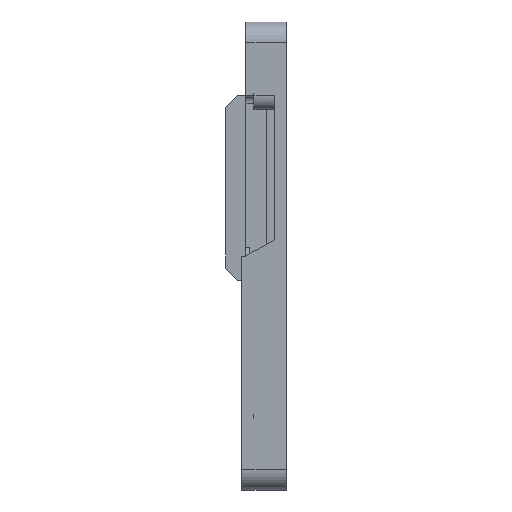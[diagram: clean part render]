
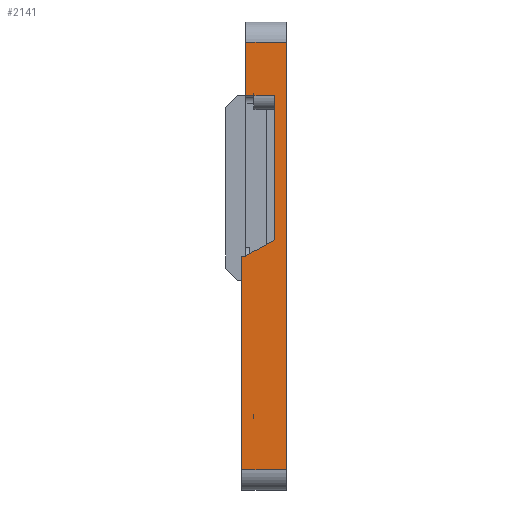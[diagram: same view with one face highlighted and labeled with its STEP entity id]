
A CAD part, left-side view. The second image highlights one B-rep face of the part: STEP entity #2141.
In plain terms, the highlighted planar face has unit normal (-1, 0, 0).
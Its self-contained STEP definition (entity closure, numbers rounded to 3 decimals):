
#9 = EDGE_CURVE ( 'NONE', #1904, #1761, #3630, .T. ) ;
#65 = ORIENTED_EDGE ( 'NONE', *, *, #549, .T. ) ;
#138 = VECTOR ( 'NONE', #1859, 1000. ) ;
#205 = LINE ( 'NONE', #2387, #138 ) ;
#270 = CARTESIAN_POINT ( 'NONE',  ( 0., 10., -111.87 ) ) ;
#276 = CARTESIAN_POINT ( 'NONE',  ( 0., 10., -58.435 ) ) ;
#290 = DIRECTION ( 'NONE',  ( 0., -1., 0. ) ) ;
#316 = VECTOR ( 'NONE', #628, 1000. ) ;
#323 = DIRECTION ( 'NONE',  ( 0., 0., -1. ) ) ;
#338 = CARTESIAN_POINT ( 'NONE',  ( 0., 10., -18.435 ) ) ;
#415 = LINE ( 'NONE', #1475, #3504 ) ;
#470 = VERTEX_POINT ( 'NONE', #2595 ) ;
#549 = EDGE_CURVE ( 'NONE', #1761, #3172, #205, .T. ) ;
#576 = FACE_OUTER_BOUND ( 'NONE', #2814, .T. ) ;
#601 = CARTESIAN_POINT ( 'NONE',  ( 0., 0., 0. ) ) ;
#613 = CARTESIAN_POINT ( 'NONE',  ( 0., 3., -58.435 ) ) ;
#619 = LINE ( 'NONE', #1422, #829 ) ;
#628 = DIRECTION ( 'NONE',  ( 0., -1., 0. ) ) ;
#647 = CARTESIAN_POINT ( 'NONE',  ( 0., 10., -18.435 ) ) ;
#793 = LINE ( 'NONE', #647, #316 ) ;
#829 = VECTOR ( 'NONE', #1720, 1000. ) ;
#883 = VECTOR ( 'NONE', #3075, 1000. ) ;
#974 = AXIS2_PLACEMENT_3D ( 'NONE', #1474, #1994, #323 ) ;
#984 = LINE ( 'NONE', #3229, #1109 ) ;
#985 = EDGE_CURVE ( 'NONE', #2873, #1801, #793, .T. ) ;
#1024 = CARTESIAN_POINT ( 'NONE',  ( 0., 3., -54.435 ) ) ;
#1032 = CARTESIAN_POINT ( 'NONE',  ( 0., 0., -5. ) ) ;
#1051 = EDGE_CURVE ( 'NONE', #3328, #470, #3196, .T. ) ;
#1054 = CARTESIAN_POINT ( 'NONE',  ( 0., 11., -111.87 ) ) ;
#1109 = VECTOR ( 'NONE', #3534, 1000. ) ;
#1164 = EDGE_CURVE ( 'NONE', #2776, #1801, #984, .T. ) ;
#1220 = DIRECTION ( 'NONE',  ( 0., 0.868, -0.496 ) ) ;
#1271 = CARTESIAN_POINT ( 'NONE',  ( 0., 11., 0. ) ) ;
#1308 = CARTESIAN_POINT ( 'NONE',  ( 0., 3., -18.435 ) ) ;
#1422 = CARTESIAN_POINT ( 'NONE',  ( 0., 11., -58.435 ) ) ;
#1474 = CARTESIAN_POINT ( 'NONE',  ( 0., 10., 0. ) ) ;
#1475 = CARTESIAN_POINT ( 'NONE',  ( 0., 10., -58.435 ) ) ;
#1508 = CARTESIAN_POINT ( 'NONE',  ( 0., 10., -5. ) ) ;
#1596 = VECTOR ( 'NONE', #2914, 1000. ) ;
#1720 = DIRECTION ( 'NONE',  ( 0., -1., 0. ) ) ;
#1753 = PLANE ( 'NONE',  #974 ) ;
#1761 = VERTEX_POINT ( 'NONE', #1032 ) ;
#1767 = ORIENTED_EDGE ( 'NONE', *, *, #9, .T. ) ;
#1786 = CARTESIAN_POINT ( 'NONE',  ( 0., 10., 0. ) ) ;
#1801 = VERTEX_POINT ( 'NONE', #2144 ) ;
#1859 = DIRECTION ( 'NONE',  ( 0., 1., 0. ) ) ;
#1904 = VERTEX_POINT ( 'NONE', #2771 ) ;
#1949 = EDGE_CURVE ( 'NONE', #3328, #1904, #2756, .T. ) ;
#1994 = DIRECTION ( 'NONE',  ( 1., 0., 0. ) ) ;
#1996 = ORIENTED_EDGE ( 'NONE', *, *, #2009, .F. ) ;
#2009 = EDGE_CURVE ( 'NONE', #470, #3381, #619, .T. ) ;
#2021 = ORIENTED_EDGE ( 'NONE', *, *, #3303, .F. ) ;
#2026 = VECTOR ( 'NONE', #2539, 1000. ) ;
#2141 = ADVANCED_FACE ( 'NONE', ( #576 ), #1753, .F. ) ;
#2144 = CARTESIAN_POINT ( 'NONE',  ( 0., 8., -18.435 ) ) ;
#2165 = EDGE_CURVE ( 'NONE', #2432, #2776, #2597, .T. ) ;
#2362 = ORIENTED_EDGE ( 'NONE', *, *, #985, .T. ) ;
#2387 = CARTESIAN_POINT ( 'NONE',  ( 0., 10., -5. ) ) ;
#2432 = VERTEX_POINT ( 'NONE', #1024 ) ;
#2539 = DIRECTION ( 'NONE',  ( 0., 0., 1. ) ) ;
#2595 = CARTESIAN_POINT ( 'NONE',  ( 0., 11., -58.435 ) ) ;
#2597 = LINE ( 'NONE', #613, #2026 ) ;
#2656 = LINE ( 'NONE', #1786, #1596 ) ;
#2696 = ORIENTED_EDGE ( 'NONE', *, *, #3194, .T. ) ;
#2756 = LINE ( 'NONE', #270, #3540 ) ;
#2771 = CARTESIAN_POINT ( 'NONE',  ( 0., 0., -111.87 ) ) ;
#2776 = VERTEX_POINT ( 'NONE', #1308 ) ;
#2789 = ORIENTED_EDGE ( 'NONE', *, *, #1949, .T. ) ;
#2814 = EDGE_LOOP ( 'NONE', ( #3494, #2696, #1996, #3545, #2789, #1767, #65, #2021, #2362, #3335 ) ) ;
#2873 = VERTEX_POINT ( 'NONE', #338 ) ;
#2886 = VECTOR ( 'NONE', #3459, 1000. ) ;
#2914 = DIRECTION ( 'NONE',  ( 0., 0., 1. ) ) ;
#3075 = DIRECTION ( 'NONE',  ( 0., 0., 1. ) ) ;
#3172 = VERTEX_POINT ( 'NONE', #1508 ) ;
#3194 = EDGE_CURVE ( 'NONE', #2432, #3381, #415, .T. ) ;
#3196 = LINE ( 'NONE', #1271, #2886 ) ;
#3229 = CARTESIAN_POINT ( 'NONE',  ( 0., -40.591, -18.435 ) ) ;
#3303 = EDGE_CURVE ( 'NONE', #2873, #3172, #2656, .T. ) ;
#3328 = VERTEX_POINT ( 'NONE', #1054 ) ;
#3335 = ORIENTED_EDGE ( 'NONE', *, *, #1164, .F. ) ;
#3381 = VERTEX_POINT ( 'NONE', #276 ) ;
#3459 = DIRECTION ( 'NONE',  ( 0., 0., 1. ) ) ;
#3494 = ORIENTED_EDGE ( 'NONE', *, *, #2165, .F. ) ;
#3504 = VECTOR ( 'NONE', #1220, 1000. ) ;
#3534 = DIRECTION ( 'NONE',  ( 0., 1., 0. ) ) ;
#3540 = VECTOR ( 'NONE', #290, 1000. ) ;
#3545 = ORIENTED_EDGE ( 'NONE', *, *, #1051, .F. ) ;
#3630 = LINE ( 'NONE', #601, #883 ) ;
